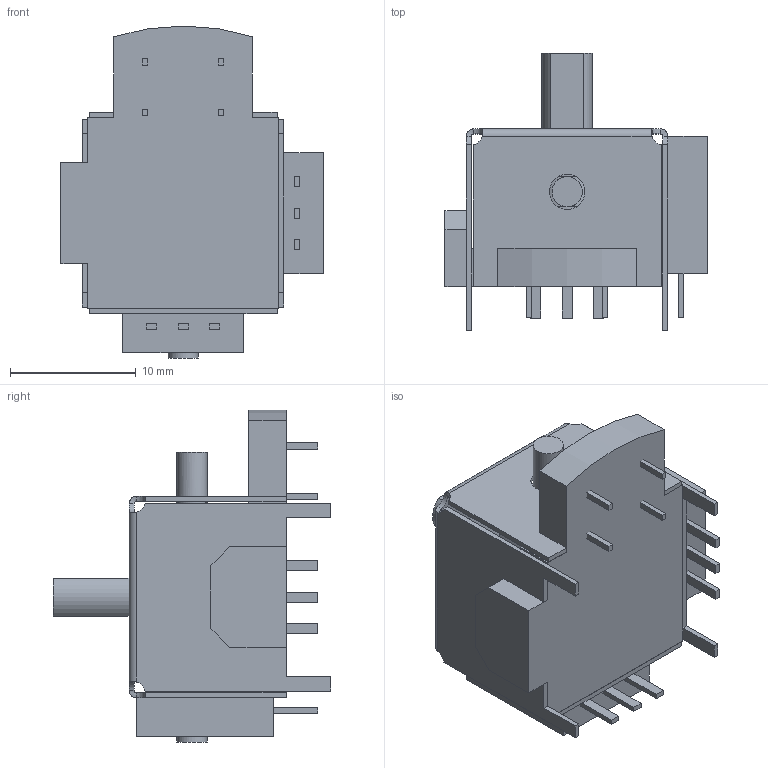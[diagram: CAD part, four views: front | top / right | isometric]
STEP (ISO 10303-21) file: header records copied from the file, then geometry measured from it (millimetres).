
FILE_DESCRIPTION(/* description */ (''),/* implementation_level */ '2;1');
FILE_NAME(/* name */ 'Joystick v4.step',/* time_stamp */ '2019-03-29T02:13:06+01:00',/* author */ ('patrik.marcacci'),/* organization */ (''),/* preprocessor_version */ 'ST-DEVELOPER v17.2',/* originating_system */ 'Autodesk Translation Framework v7.6.0.251',/* authorisation */ '');
FILE_SCHEMA (('AUTOMOTIVE_DESIGN { 1 0 10303 214 3 1 1 }'));
Length unit declared in the file: millimetre
Products named in the file (4): Joystick; Component1; Component2; Component4
Assembly tree (3 placements, depth 2):
  Joystick
    Component1
    Component2
    Component4
Bounding box: 20.8 x 22 x 26.35 mm (x, y, z)
Volume: 2429.7 mm3; surface area: 4190.5 mm2
Topology: 16 solids, 16 shells, 233 faces, 586 edges, 387 vertices
Faces by surface type: plane 162, cylinder 63, bspline 8
Full cylindrical faces by diameter (mm): 1.3 x2, 2.3 x2, 2.4 x2, 2.5 x2, 2.8 x4, 7 x1, 12 x1
Entity records: 7538 total; most frequent: CARTESIAN_POINT 1828, ORIENTED_EDGE 1172, DIRECTION 1085, EDGE_CURVE 586, LINE 437, VECTOR 437, VERTEX_POINT 387, AXIS2_PLACEMENT_3D 324
